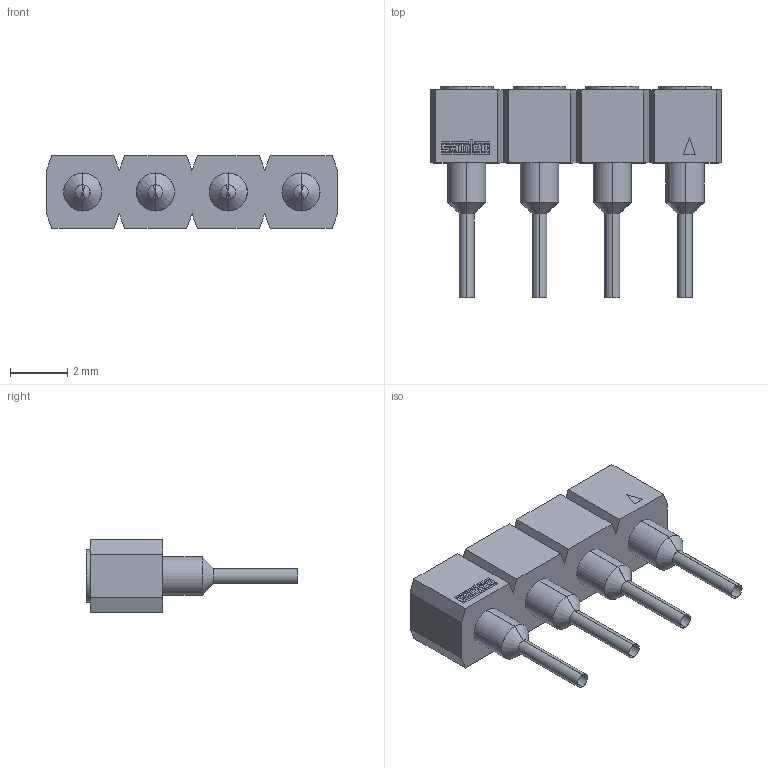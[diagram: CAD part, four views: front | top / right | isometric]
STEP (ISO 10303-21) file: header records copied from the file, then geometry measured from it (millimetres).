
FILE_DESCRIPTION (( 'STEP AP214' ), '1' );
FILE_NAME ('SS-104-G-2.STEP', '2022-07-06T11:53:41', ( '' ), ( '' ), 'SwSTEP 2.0', 'SolidWorks 2022', '' );
FILE_SCHEMA (( 'AUTOMOTIVE_DESIGN' ));
Length unit declared in the file: millimetre
Products named in the file (5): Body; Samtec Logo; Pins; SS-104-G-2; New Marking
Assembly tree (4 placements, depth 2):
  SS-104-G-2
    Body
    Pins
    New Marking
    Samtec Logo
Bounding box: 10.16 x 7.37 x 2.54 mm (x, y, z)
Volume: 46.7 mm3; surface area: 491.6 mm2
Topology: 16 solids, 16 shells, 398 faces, 914 edges, 580 vertices
Faces by surface type: plane 165, cylinder 112, cone 64, bspline 57
Entity records: 11738 total; most frequent: CARTESIAN_POINT 2624, ORIENTED_EDGE 1796, DIRECTION 1752, EDGE_CURVE 898, AXIS2_PLACEMENT_3D 620, VERTEX_POINT 580, VECTOR 512, LINE 512
